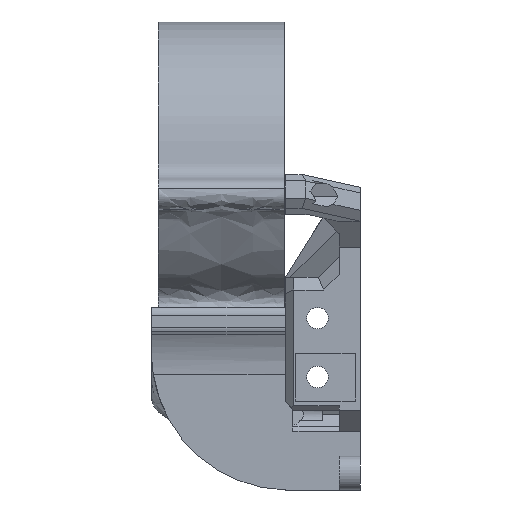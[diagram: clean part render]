
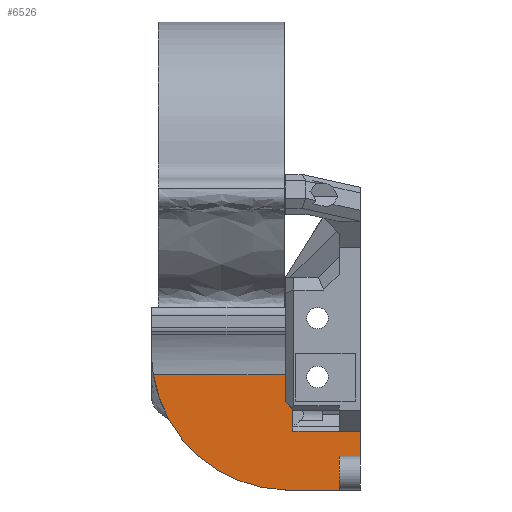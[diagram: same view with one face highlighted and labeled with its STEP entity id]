
A CAD part, left-side view. The second image highlights one B-rep face of the part: STEP entity #6526.
In plain terms, the highlighted planar face has unit normal (-1, 0, 0).
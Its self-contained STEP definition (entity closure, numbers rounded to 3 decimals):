
#353=PLANE('',#6957);
#630=FACE_OUTER_BOUND('',#1021,.T.);
#1021=EDGE_LOOP('',(#4972,#4973,#4974,#4975,#4976,#4977,#4978,#4979,#4980,
#4981,#4982,#4983,#4984));
#1384=CIRCLE('',#6958,32.55);
#1566=LINE('',#11197,#2281);
#1654=LINE('',#11550,#2369);
#1655=LINE('',#11553,#2370);
#1660=LINE('',#11564,#2375);
#1661=LINE('',#11566,#2376);
#1662=LINE('',#11568,#2377);
#1663=LINE('',#11570,#2378);
#1664=LINE('',#11571,#2379);
#1665=LINE('',#11573,#2380);
#1666=LINE('',#11575,#2381);
#1667=LINE('',#11577,#2382);
#1668=LINE('',#11578,#2383);
#2281=VECTOR('',#7512,1000.);
#2369=VECTOR('',#7726,10.);
#2370=VECTOR('',#7729,10.);
#2375=VECTOR('',#7738,10.);
#2376=VECTOR('',#7739,10.);
#2377=VECTOR('',#7740,10.);
#2378=VECTOR('',#7741,1000.);
#2379=VECTOR('',#7742,1000.);
#2380=VECTOR('',#7743,1000.);
#2381=VECTOR('',#7744,10.);
#2382=VECTOR('',#7745,10.);
#2383=VECTOR('',#7746,10.);
#3043=VERTEX_POINT('',#11194);
#3044=VERTEX_POINT('',#11196);
#3137=VERTEX_POINT('',#11540);
#3138=VERTEX_POINT('',#11543);
#3139=VERTEX_POINT('',#11552);
#3142=VERTEX_POINT('',#11561);
#3143=VERTEX_POINT('',#11563);
#3144=VERTEX_POINT('',#11565);
#3145=VERTEX_POINT('',#11567);
#3146=VERTEX_POINT('',#11569);
#3147=VERTEX_POINT('',#11572);
#3148=VERTEX_POINT('',#11574);
#3149=VERTEX_POINT('',#11576);
#3708=EDGE_CURVE('',#3043,#3044,#1566,.T.);
#3838=EDGE_CURVE('',#3138,#3137,#1654,.T.);
#3839=EDGE_CURVE('',#3137,#3139,#1655,.T.);
#3844=EDGE_CURVE('',#3142,#3138,#1384,.T.);
#3845=EDGE_CURVE('',#3142,#3143,#1660,.T.);
#3846=EDGE_CURVE('',#3144,#3143,#1661,.T.);
#3847=EDGE_CURVE('',#3145,#3144,#1662,.T.);
#3848=EDGE_CURVE('',#3146,#3145,#1663,.T.);
#3849=EDGE_CURVE('',#3044,#3146,#1664,.T.);
#3850=EDGE_CURVE('',#3043,#3147,#1665,.T.);
#3851=EDGE_CURVE('',#3147,#3148,#1666,.T.);
#3852=EDGE_CURVE('',#3149,#3148,#1667,.T.);
#3853=EDGE_CURVE('',#3139,#3149,#1668,.T.);
#4972=ORIENTED_EDGE('',*,*,#3838,.F.);
#4973=ORIENTED_EDGE('',*,*,#3844,.F.);
#4974=ORIENTED_EDGE('',*,*,#3845,.T.);
#4975=ORIENTED_EDGE('',*,*,#3846,.F.);
#4976=ORIENTED_EDGE('',*,*,#3847,.F.);
#4977=ORIENTED_EDGE('',*,*,#3848,.F.);
#4978=ORIENTED_EDGE('',*,*,#3849,.F.);
#4979=ORIENTED_EDGE('',*,*,#3708,.F.);
#4980=ORIENTED_EDGE('',*,*,#3850,.T.);
#4981=ORIENTED_EDGE('',*,*,#3851,.T.);
#4982=ORIENTED_EDGE('',*,*,#3852,.F.);
#4983=ORIENTED_EDGE('',*,*,#3853,.F.);
#4984=ORIENTED_EDGE('',*,*,#3839,.F.);
#6526=ADVANCED_FACE('',(#630),#353,.F.);
#6957=AXIS2_PLACEMENT_3D('',#11560,#7734,#7735);
#6958=AXIS2_PLACEMENT_3D('',#11562,#7736,#7737);
#7512=DIRECTION('',(0.,0.,-1.));
#7726=DIRECTION('',(0.,-1.,0.));
#7729=DIRECTION('',(0.,0.,-1.));
#7734=DIRECTION('center_axis',(1.,0.,0.));
#7735=DIRECTION('ref_axis',(0.,0.,-1.));
#7736=DIRECTION('center_axis',(1.,0.,0.));
#7737=DIRECTION('ref_axis',(0.,0.,-1.));
#7738=DIRECTION('',(0.,-1.,0.));
#7739=DIRECTION('',(0.,0.,1.));
#7740=DIRECTION('',(0.,1.,0.));
#7741=DIRECTION('',(0.,0.,-1.));
#7742=DIRECTION('',(0.,1.,0.));
#7743=DIRECTION('',(0.,1.,0.));
#7744=DIRECTION('',(0.,1.,0.));
#7745=DIRECTION('',(0.,0.,-1.));
#7746=DIRECTION('',(0.,-0.707,-0.707));
#11194=CARTESIAN_POINT('',(-17.05,-5.,-28.5));
#11196=CARTESIAN_POINT('',(-17.05,-5.,-34.5));
#11197=CARTESIAN_POINT('',(-17.05,-5.,-31.5));
#11540=CARTESIAN_POINT('',(-17.05,12.85,-15.055));
#11543=CARTESIAN_POINT('',(-17.05,44.207,-15.055));
#11550=CARTESIAN_POINT('',(-17.05,18.225,-15.055));
#11552=CARTESIAN_POINT('',(-17.05,12.85,-21.5));
#11553=CARTESIAN_POINT('',(-17.05,12.85,-8.838));
#11560=CARTESIAN_POINT('Origin',(-17.05,-5.79,-31.5));
#11561=CARTESIAN_POINT('',(-17.05,12.86,-42.49));
#11562=CARTESIAN_POINT('Origin',(-17.05,12.06,-9.95));
#11563=CARTESIAN_POINT('',(-17.05,12.85,-42.49));
#11564=CARTESIAN_POINT('',(-17.05,12.86,-42.49));
#11565=CARTESIAN_POINT('',(-17.05,12.85,-42.5));
#11566=CARTESIAN_POINT('',(-17.05,12.85,-19.25));
#11567=CARTESIAN_POINT('',(-17.05,0.,-42.5));
#11568=CARTESIAN_POINT('',(-17.05,-5.,-42.5));
#11569=CARTESIAN_POINT('',(-17.05,0.,-34.5));
#11570=CARTESIAN_POINT('',(-17.05,0.,-33.));
#11571=CARTESIAN_POINT('',(-17.05,-5.,-34.5));
#11572=CARTESIAN_POINT('',(-17.05,0.,-28.5));
#11573=CARTESIAN_POINT('',(-17.05,-5.,-28.5));
#11574=CARTESIAN_POINT('',(-17.05,11.017,-28.5));
#11575=CARTESIAN_POINT('',(-17.05,-0.5,-28.5));
#11576=CARTESIAN_POINT('',(-17.05,11.017,-23.333));
#11577=CARTESIAN_POINT('',(-17.05,11.017,-26.067));
#11578=CARTESIAN_POINT('',(-17.05,10.869,-23.481));
